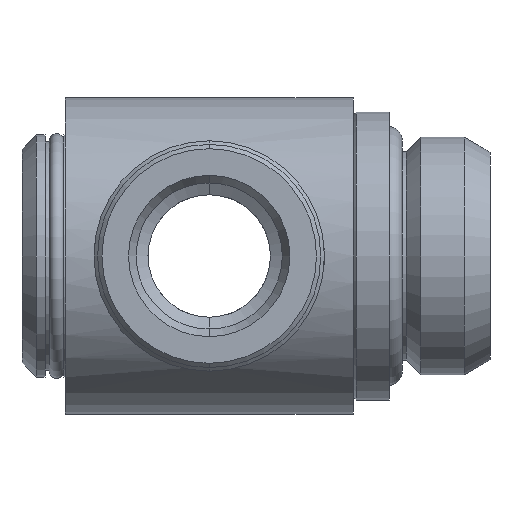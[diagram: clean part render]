
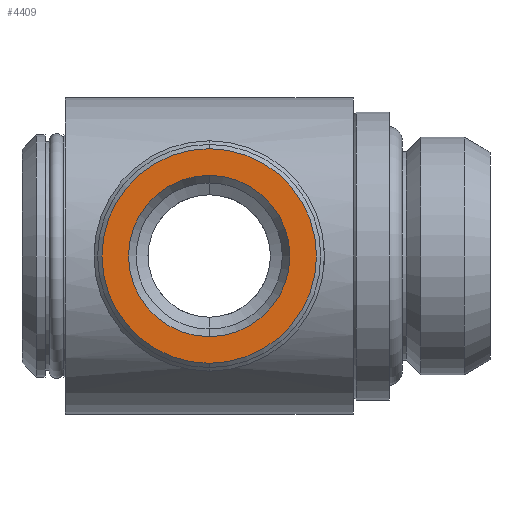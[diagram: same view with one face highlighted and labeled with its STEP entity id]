
A CAD part, left-side view. The second image highlights one B-rep face of the part: STEP entity #4409.
In plain terms, the highlighted planar face has unit normal (-1, 0, 0).
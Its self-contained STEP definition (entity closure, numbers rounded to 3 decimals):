
#147 = DIRECTION ( 'NONE',  ( 0., 0., -1. ) ) ;
#155 = CARTESIAN_POINT ( 'NONE',  ( -28.8, 19.5, -7.45 ) ) ;
#158 = AXIS2_PLACEMENT_3D ( 'NONE', #162, #161, #147 ) ;
#159 = CIRCLE ( 'NONE', #158, 7.45 ) ;
#161 = DIRECTION ( 'NONE',  ( 1., 0., 0. ) ) ;
#162 = CARTESIAN_POINT ( 'NONE',  ( -28.8, 19.5, 0. ) ) ;
#196 = CARTESIAN_POINT ( 'NONE',  ( -28.8, 19.5, 0. ) ) ;
#197 = AXIS2_PLACEMENT_3D ( 'NONE', #196, #203, #202 ) ;
#202 = DIRECTION ( 'NONE',  ( 0., 0., -1. ) ) ;
#203 = DIRECTION ( 'NONE',  ( 1., 0., 0. ) ) ;
#204 = CARTESIAN_POINT ( 'NONE',  ( -28.8, 19.5, 5.6 ) ) ;
#205 = CARTESIAN_POINT ( 'NONE',  ( -28.8, 19.5, 7.45 ) ) ;
#206 = CARTESIAN_POINT ( 'NONE',  ( -28.8, 19.5, -5.6 ) ) ;
#209 = CIRCLE ( 'NONE', #197, 5.6 ) ;
#668 = DIRECTION ( 'NONE',  ( 0., 0., -1. ) ) ;
#669 = DIRECTION ( 'NONE',  ( 1., 0., 0. ) ) ;
#670 = AXIS2_PLACEMENT_3D ( 'NONE', #673, #669, #668 ) ;
#671 = CIRCLE ( 'NONE', #670, 7.45 ) ;
#673 = CARTESIAN_POINT ( 'NONE',  ( -28.8, 19.5, 0. ) ) ;
#699 = CIRCLE ( 'NONE', #771, 5.6 ) ;
#700 = DIRECTION ( 'NONE',  ( 0., 0., 1. ) ) ;
#722 = AXIS2_PLACEMENT_3D ( 'NONE', #754, #753, #700 ) ;
#723 = DIRECTION ( 'NONE',  ( 1., 0., 0. ) ) ;
#748 = CARTESIAN_POINT ( 'NONE',  ( -28.8, 19.5, 0. ) ) ;
#753 = DIRECTION ( 'NONE',  ( -1., 0., 0. ) ) ;
#754 = CARTESIAN_POINT ( 'NONE',  ( -28.8, 26.95, 0. ) ) ;
#755 = DIRECTION ( 'NONE',  ( 0., 0., -1. ) ) ;
#762 = FACE_OUTER_BOUND ( 'NONE', #4408, .T. ) ;
#763 = FACE_BOUND ( 'NONE', #4388, .T. ) ;
#764 = PLANE ( 'NONE',  #722 ) ;
#771 = AXIS2_PLACEMENT_3D ( 'NONE', #748, #723, #755 ) ;
#3387 = VERTEX_POINT ( 'NONE', #155 ) ;
#3392 = EDGE_CURVE ( 'NONE', #3387, #3418, #159, .T. ) ;
#3413 = VERTEX_POINT ( 'NONE', #204 ) ;
#3415 = EDGE_CURVE ( 'NONE', #3413, #3416, #209, .T. ) ;
#3416 = VERTEX_POINT ( 'NONE', #206 ) ;
#3418 = VERTEX_POINT ( 'NONE', #205 ) ;
#4385 = EDGE_CURVE ( 'NONE', #3418, #3387, #671, .T. ) ;
#4388 = EDGE_LOOP ( 'NONE', ( #4390, #4410 ) ) ;
#4390 = ORIENTED_EDGE ( 'NONE', *, *, #3415, .T. ) ;
#4393 = ORIENTED_EDGE ( 'NONE', *, *, #4385, .F. ) ;
#4398 = ORIENTED_EDGE ( 'NONE', *, *, #3392, .F. ) ;
#4399 = EDGE_CURVE ( 'NONE', #3416, #3413, #699, .T. ) ;
#4408 = EDGE_LOOP ( 'NONE', ( #4398, #4393 ) ) ;
#4409 = ADVANCED_FACE ( 'NONE', ( #763, #762 ), #764, .T. ) ;
#4410 = ORIENTED_EDGE ( 'NONE', *, *, #4399, .T. ) ;
